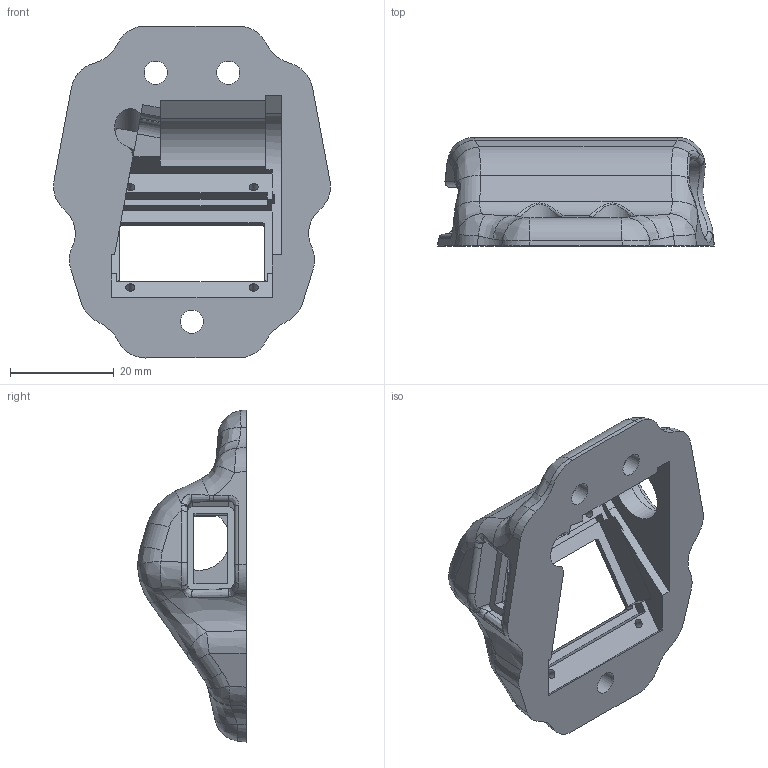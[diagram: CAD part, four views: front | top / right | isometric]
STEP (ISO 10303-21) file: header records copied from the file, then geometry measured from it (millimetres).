
FILE_DESCRIPTION(/* description */ (''),/* implementation_level */ '2;1');
FILE_NAME(/* name */ 'displaymount_v2.step',/* time_stamp */ '2018-01-27T14:40:03+11:00',/* author */ (''),/* organization */ (''),/* preprocessor_version */ 'ST-DEVELOPER v16.13',/* originating_system */ 'Autodesk Translation Framework v6.5.0.72',/* authorisation */ '');
FILE_SCHEMA (('AUTOMOTIVE_DESIGN { 1 0 10303 214 3 1 1 }'));
Length unit declared in the file: millimetre
Products named in the file (1): display mount 2
Bounding box: 53.37 x 20.89 x 64 mm (x, y, z)
Volume: 15605.8 mm3; surface area: 9419.4 mm2
Topology: 1 solids, 1 shells, 222 faces, 563 edges, 346 vertices
Faces by surface type: plane 83, bspline 77, cylinder 49, cone 9, torus 4
Full cylindrical faces by diameter (mm): 1.7 x6, 4.45 x3, 8 x2, 11.8 x1
Entity records: 9319 total; most frequent: CARTESIAN_POINT 4279, ORIENTED_EDGE 1126, DIRECTION 915, EDGE_CURVE 563, VERTEX_POINT 346, AXIS2_PLACEMENT_3D 343, EDGE_LOOP 237, LINE 229
